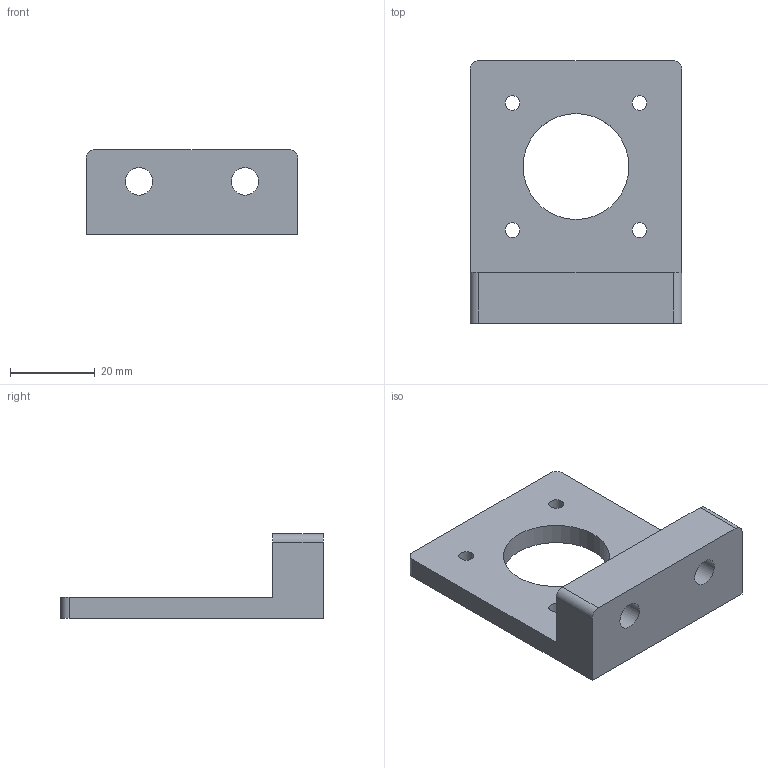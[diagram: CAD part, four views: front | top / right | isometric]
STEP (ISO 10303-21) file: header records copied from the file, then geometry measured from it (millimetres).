
FILE_DESCRIPTION(/* description */ (''),/* implementation_level */ '2;1');
FILE_NAME(/* name */ 'mirror-bracket.stp',/* time_stamp */ '2022-08-03T11:07:51+02:00',/* author */ ('Nikita'),/* organization */ (''),/* preprocessor_version */ 'ST-DEVELOPER v16.5',/* originating_system */ 'Autodesk Inventor 2017',/* authorisation */ '');
FILE_SCHEMA (('AUTOMOTIVE_DESIGN { 1 0 10303 214 3 1 1 }'));
Length unit declared in the file: millimetre
Products named in the file (1): mirror-bracket
Bounding box: 50 x 62 x 20 mm (x, y, z)
Volume: 20365.4 mm3; surface area: 9211 mm2
Topology: 1 solids, 1 shells, 23 faces, 63 edges, 44 vertices
Faces by surface type: cylinder 13, plane 10
Full cylindrical faces by diameter (mm): 3.5 x4, 6.5 x2, 10.5 x2, 25 x1
Entity records: 710 total; most frequent: DIRECTION 122, CARTESIAN_POINT 110, ORIENTED_EDGE 96, AXIS2_PLACEMENT_3D 50, EDGE_LOOP 48, EDGE_CURVE 48, VERTEX_POINT 38, CIRCLE 26
